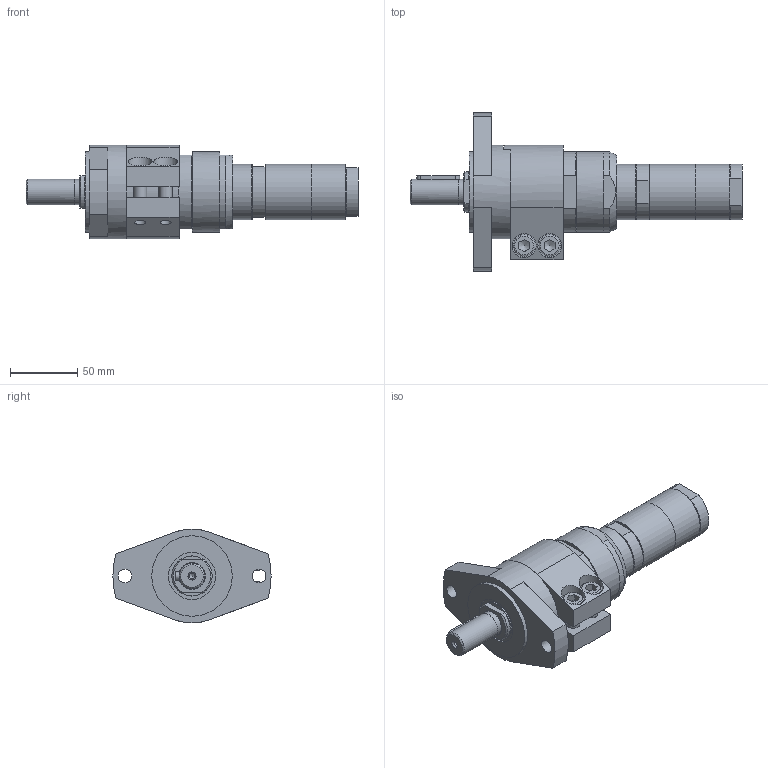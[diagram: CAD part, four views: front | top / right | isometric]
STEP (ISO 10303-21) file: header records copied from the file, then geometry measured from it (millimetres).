
FILE_DESCRIPTION(/* description */ (''),/* implementation_level */ '2;1');
FILE_NAME(/* name */ 'MUD 23-70 F100_60031737.stp',/* time_stamp */ '2018-10-10T17:37:19+02:00',/* author */ ('flambert'),/* organization */ (''),/* preprocessor_version */ 'ST-DEVELOPER v17',/* originating_system */ 'Autodesk Inventor 2018',/* authorisation */ '');
FILE_SCHEMA (('AUTOMOTIVE_DESIGN { 1 0 10303 214 3 1 1 }'));
Length unit declared in the file: millimetre
Products named in the file (1): MUD 23-70 F100_60031737
Bounding box: 247.5 x 118 x 70 mm (x, y, z)
Volume: 567813.5 mm3; surface area: 66378.7 mm2
Topology: 1 solids, 49 shells, 529 faces, 1214 edges, 808 vertices
Faces by surface type: cylinder 245, plane 240, cone 33, bspline 7, torus 4
Full cylindrical faces by diameter (mm): 4.134 x1, 8.376 x2, 10 x2, 10.3 x2, 10.5 x2, 11.445 x3, 16 x2, 18 x2, 18.8 x1, 19 x1, 29.95 x1, 35 x1, 41.5 x3, 42 x1, 55.178 x1, 60 x2, 70 x1
Entity records: 15664 total; most frequent: CARTESIAN_POINT 2811, DIRECTION 2784, ORIENTED_EDGE 2422, EDGE_CURVE 1211, AXIS2_PLACEMENT_3D 1117, VERTEX_POINT 808, CIRCLE 590, EDGE_LOOP 567
